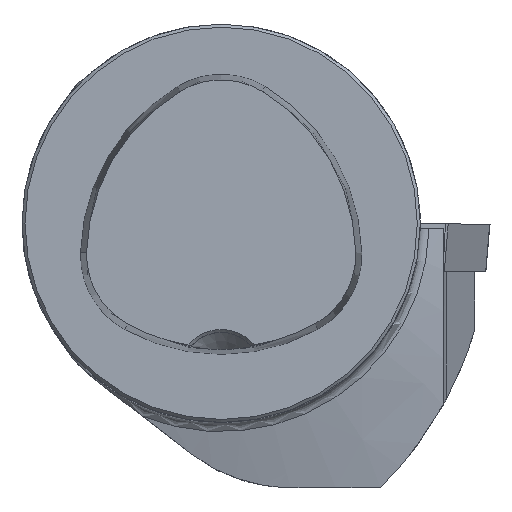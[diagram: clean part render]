
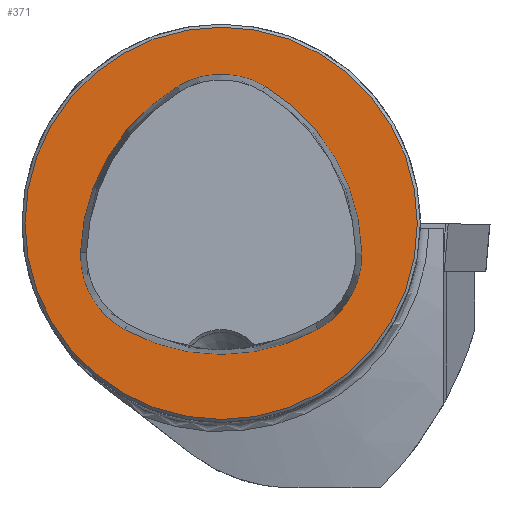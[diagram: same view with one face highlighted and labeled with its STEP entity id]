
A CAD part, top view. The second image highlights one B-rep face of the part: STEP entity #371.
In plain terms, the highlighted planar face has unit normal (0, 0, 1).
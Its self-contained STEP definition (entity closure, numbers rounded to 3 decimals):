
#116=FACE_BOUND('',#672,.T.);
#117=FACE_BOUND('',#673,.T.);
#220=CIRCLE('',#2392,20.063);
#222=CIRCLE('',#2395,20.063);
#223=CIRCLE('',#2396,8.563);
#224=CIRCLE('',#2397,8.563);
#225=CIRCLE('',#2398,20.063);
#226=CIRCLE('',#2399,8.563);
#227=CIRCLE('',#2400,19.7);
#371=ADVANCED_FACE('CU_FL_N1_SU_1',(#116,#117),#491,.T.);
#491=PLANE('',#2401);
#672=EDGE_LOOP('',(#982,#983,#984,#985,#986,#987));
#673=EDGE_LOOP('',(#988));
#982=ORIENTED_EDGE('',*,*,#1811,.F.);
#983=ORIENTED_EDGE('',*,*,#1812,.F.);
#984=ORIENTED_EDGE('',*,*,#1804,.F.);
#985=ORIENTED_EDGE('',*,*,#1813,.F.);
#986=ORIENTED_EDGE('',*,*,#1814,.F.);
#987=ORIENTED_EDGE('',*,*,#1815,.F.);
#988=ORIENTED_EDGE('',*,*,#1816,.T.);
#1578=VERTEX_POINT('',#3799);
#1579=VERTEX_POINT('',#3801);
#1585=VERTEX_POINT('',#3833);
#1586=VERTEX_POINT('',#3834);
#1587=VERTEX_POINT('',#3837);
#1588=VERTEX_POINT('',#3839);
#1589=VERTEX_POINT('',#3842);
#1804=EDGE_CURVE('',#1578,#1579,#220,.T.);
#1811=EDGE_CURVE('',#1585,#1586,#222,.T.);
#1812=EDGE_CURVE('',#1579,#1585,#223,.T.);
#1813=EDGE_CURVE('',#1587,#1578,#224,.T.);
#1814=EDGE_CURVE('',#1588,#1587,#225,.T.);
#1815=EDGE_CURVE('',#1586,#1588,#226,.T.);
#1816=EDGE_CURVE('',#1589,#1589,#227,.T.);
#2392=AXIS2_PLACEMENT_3D('',#3800,#2725,#2726);
#2395=AXIS2_PLACEMENT_3D('',#3832,#2732,#2733);
#2396=AXIS2_PLACEMENT_3D('',#3835,#2734,#2735);
#2397=AXIS2_PLACEMENT_3D('',#3836,#2736,#2737);
#2398=AXIS2_PLACEMENT_3D('',#3838,#2738,#2739);
#2399=AXIS2_PLACEMENT_3D('',#3840,#2740,#2741);
#2400=AXIS2_PLACEMENT_3D('',#3841,#2742,#2743);
#2401=AXIS2_PLACEMENT_3D('',#3843,#2744,#2745);
#2725=DIRECTION('',(0.,0.,1.));
#2726=DIRECTION('',(-1.,0.,0.));
#2732=DIRECTION('',(0.,0.,1.));
#2733=DIRECTION('',(-1.,0.,0.));
#2734=DIRECTION('',(0.,0.,1.));
#2735=DIRECTION('',(-1.,0.,0.));
#2736=DIRECTION('',(0.,0.,1.));
#2737=DIRECTION('',(-1.,0.,0.));
#2738=DIRECTION('',(0.,0.,1.));
#2739=DIRECTION('',(-1.,0.,0.));
#2740=DIRECTION('',(0.,0.,1.));
#2741=DIRECTION('',(-1.,0.,0.));
#2742=DIRECTION('',(0.,0.,1.));
#2743=DIRECTION('',(-1.,0.,0.));
#2744=DIRECTION('',(0.,0.,1.));
#2745=DIRECTION('',(-1.,0.,0.));
#3799=CARTESIAN_POINT('',(-9.704,-10.66,0.));
#3800=CARTESIAN_POINT('',(0.,6.9,0.));
#3801=CARTESIAN_POINT('',(9.704,-10.66,0.));
#3832=CARTESIAN_POINT('',(-5.934,-3.451,0.));
#3833=CARTESIAN_POINT('',(14.123,-2.953,0.));
#3834=CARTESIAN_POINT('',(4.418,13.735,0.));
#3835=CARTESIAN_POINT('',(5.562,-3.165,0.));
#3836=CARTESIAN_POINT('',(-5.562,-3.165,0.));
#3837=CARTESIAN_POINT('',(-14.123,-2.953,0.));
#3838=CARTESIAN_POINT('',(5.934,-3.451,0.));
#3839=CARTESIAN_POINT('',(-4.418,13.735,0.));
#3840=CARTESIAN_POINT('',(0.,6.4,0.));
#3841=CARTESIAN_POINT('',(0.,0.,0.));
#3842=CARTESIAN_POINT('',(-19.7,0.,0.));
#3843=CARTESIAN_POINT('',(0.,0.,0.));
